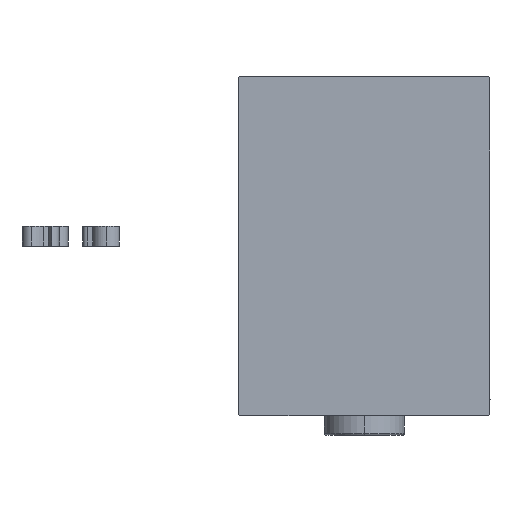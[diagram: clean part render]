
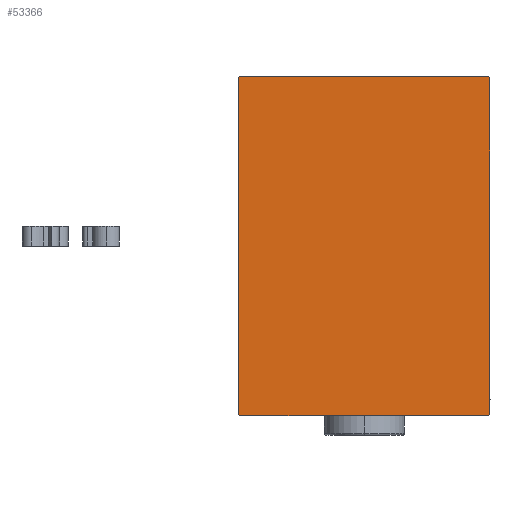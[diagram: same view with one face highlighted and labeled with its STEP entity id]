
A CAD part, left-side view. The second image highlights one B-rep face of the part: STEP entity #53366.
In plain terms, the highlighted face is planar.
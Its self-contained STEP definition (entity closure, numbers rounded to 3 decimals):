
#2240 = AXIS2_PLACEMENT_3D ( 'NONE', #4082, #43962, #10395 ) ;
#2609 = VERTEX_POINT ( 'NONE', #70010 ) ;
#3324 = CARTESIAN_POINT ( 'NONE',  ( 88., -31.2, -42.5 ) ) ;
#4082 = CARTESIAN_POINT ( 'NONE',  ( 88., 0., 0. ) ) ;
#4946 = ORIENTED_EDGE ( 'NONE', *, *, #30929, .T. ) ;
#5049 = VERTEX_POINT ( 'NONE', #72598 ) ;
#5733 = LINE ( 'NONE', #38583, #69243 ) ;
#8425 = CARTESIAN_POINT ( 'NONE',  ( 88., -36.85, -36.85 ) ) ;
#8580 = CARTESIAN_POINT ( 'NONE',  ( 88., -31.2, 42.5 ) ) ;
#9428 = CARTESIAN_POINT ( 'NONE',  ( 88., 31.5, -42.2 ) ) ;
#9551 = DIRECTION ( 'NONE',  ( 0., 0.707, -0.707 ) ) ;
#9806 = VECTOR ( 'NONE', #68583, 1000. ) ;
#10395 = DIRECTION ( 'NONE',  ( 0., 0., -1. ) ) ;
#10493 = VECTOR ( 'NONE', #56360, 1000. ) ;
#10884 = LINE ( 'NONE', #33632, #10493 ) ;
#14975 = CARTESIAN_POINT ( 'NONE',  ( 88., 31.2, -42.5 ) ) ;
#15991 = PLANE ( 'NONE',  #2240 ) ;
#16195 = DIRECTION ( 'NONE',  ( 0., -0.707, 0.707 ) ) ;
#18135 = VECTOR ( 'NONE', #30393, 1000. ) ;
#18626 = EDGE_CURVE ( 'NONE', #37535, #66958, #60243, .T. ) ;
#20547 = VECTOR ( 'NONE', #29702, 1000. ) ;
#23475 = EDGE_LOOP ( 'NONE', ( #51164, #4946, #64576, #41551, #34109, #53055, #46234, #65306 ) ) ;
#24113 = LINE ( 'NONE', #67781, #20547 ) ;
#24407 = VERTEX_POINT ( 'NONE', #42740 ) ;
#25860 = LINE ( 'NONE', #48609, #36730 ) ;
#27432 = EDGE_CURVE ( 'NONE', #66958, #47149, #25860, .T. ) ;
#29702 = DIRECTION ( 'NONE',  ( 0., -1., 0. ) ) ;
#30393 = DIRECTION ( 'NONE',  ( 0., 0., 1. ) ) ;
#30929 = EDGE_CURVE ( 'NONE', #47149, #38167, #10884, .T. ) ;
#33070 = CARTESIAN_POINT ( 'NONE',  ( 88., -31.5, -42.2 ) ) ;
#33632 = CARTESIAN_POINT ( 'NONE',  ( 88., 36.85, -36.85 ) ) ;
#34109 = ORIENTED_EDGE ( 'NONE', *, *, #69464, .T. ) ;
#34656 = CARTESIAN_POINT ( 'NONE',  ( 88., -31.5, 42.5 ) ) ;
#34898 = LINE ( 'NONE', #57632, #18135 ) ;
#36730 = VECTOR ( 'NONE', #53454, 1000. ) ;
#37535 = VERTEX_POINT ( 'NONE', #33070 ) ;
#37608 = VECTOR ( 'NONE', #9551, 1000. ) ;
#38167 = VERTEX_POINT ( 'NONE', #9428 ) ;
#38190 = VECTOR ( 'NONE', #63708, 1000. ) ;
#38583 = CARTESIAN_POINT ( 'NONE',  ( 88., 36.85, 36.85 ) ) ;
#38981 = EDGE_CURVE ( 'NONE', #50436, #24407, #70044, .T. ) ;
#39881 = LINE ( 'NONE', #34656, #9806 ) ;
#40969 = CARTESIAN_POINT ( 'NONE',  ( 88., -36.85, 36.85 ) ) ;
#41551 = ORIENTED_EDGE ( 'NONE', *, *, #61759, .T. ) ;
#42740 = CARTESIAN_POINT ( 'NONE',  ( 88., -31.5, 42.2 ) ) ;
#43735 = EDGE_CURVE ( 'NONE', #24407, #37535, #39881, .T. ) ;
#43962 = DIRECTION ( 'NONE',  ( 1., 0., 0. ) ) ;
#44323 = FACE_OUTER_BOUND ( 'NONE', #23475, .T. ) ;
#46234 = ORIENTED_EDGE ( 'NONE', *, *, #43735, .T. ) ;
#47149 = VERTEX_POINT ( 'NONE', #14975 ) ;
#48609 = CARTESIAN_POINT ( 'NONE',  ( 88., -31.5, -42.5 ) ) ;
#50436 = VERTEX_POINT ( 'NONE', #8580 ) ;
#51164 = ORIENTED_EDGE ( 'NONE', *, *, #27432, .T. ) ;
#53055 = ORIENTED_EDGE ( 'NONE', *, *, #38981, .T. ) ;
#53366 = ADVANCED_FACE ( 'NONE', ( #44323 ), #15991, .T. ) ;
#53454 = DIRECTION ( 'NONE',  ( 0., 1., 0. ) ) ;
#56360 = DIRECTION ( 'NONE',  ( 0., 0.707, 0.707 ) ) ;
#57632 = CARTESIAN_POINT ( 'NONE',  ( 88., 31.5, -42.5 ) ) ;
#60243 = LINE ( 'NONE', #8425, #37608 ) ;
#61759 = EDGE_CURVE ( 'NONE', #5049, #2609, #5733, .T. ) ;
#63708 = DIRECTION ( 'NONE',  ( 0., -0.707, -0.707 ) ) ;
#64576 = ORIENTED_EDGE ( 'NONE', *, *, #64778, .T. ) ;
#64778 = EDGE_CURVE ( 'NONE', #38167, #5049, #34898, .T. ) ;
#65306 = ORIENTED_EDGE ( 'NONE', *, *, #18626, .T. ) ;
#66958 = VERTEX_POINT ( 'NONE', #3324 ) ;
#67781 = CARTESIAN_POINT ( 'NONE',  ( 88., 31.5, 42.5 ) ) ;
#68583 = DIRECTION ( 'NONE',  ( 0., 0., -1. ) ) ;
#69243 = VECTOR ( 'NONE', #16195, 1000. ) ;
#69464 = EDGE_CURVE ( 'NONE', #2609, #50436, #24113, .T. ) ;
#70010 = CARTESIAN_POINT ( 'NONE',  ( 88., 31.2, 42.5 ) ) ;
#70044 = LINE ( 'NONE', #40969, #38190 ) ;
#72598 = CARTESIAN_POINT ( 'NONE',  ( 88., 31.5, 42.2 ) ) ;
